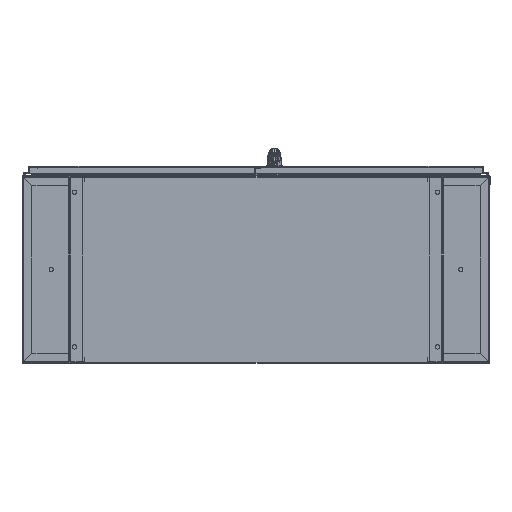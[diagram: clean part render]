
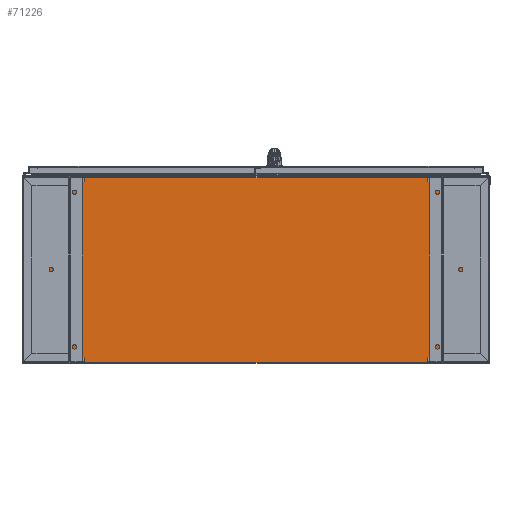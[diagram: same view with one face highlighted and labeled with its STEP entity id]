
A CAD part, front view. The second image highlights one B-rep face of the part: STEP entity #71226.
In plain terms, the highlighted face is planar.
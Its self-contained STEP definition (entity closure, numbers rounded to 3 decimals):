
#12092=PLANE('',#75529);
#13464=FACE_OUTER_BOUND('',#16609,.T.);
#16609=EDGE_LOOP('',(#55497,#55498,#55499,#55500));
#19938=LINE('',#101424,#25340);
#19943=LINE('',#101440,#25345);
#19946=LINE('',#101446,#25348);
#19947=LINE('',#101447,#25349);
#25340=VECTOR('',#82669,0.394);
#25345=VECTOR('',#82690,0.394);
#25348=VECTOR('',#82695,0.394);
#25349=VECTOR('',#82696,0.394);
#34455=VERTEX_POINT('',#101421);
#34456=VERTEX_POINT('',#101423);
#34459=VERTEX_POINT('',#101439);
#34461=VERTEX_POINT('',#101445);
#44076=EDGE_CURVE('',#34456,#34455,#19938,.T.);
#44084=EDGE_CURVE('',#34456,#34459,#19943,.T.);
#44087=EDGE_CURVE('',#34461,#34455,#19946,.T.);
#44088=EDGE_CURVE('',#34459,#34461,#19947,.T.);
#55497=ORIENTED_EDGE('',*,*,#44076,.T.);
#55498=ORIENTED_EDGE('',*,*,#44087,.F.);
#55499=ORIENTED_EDGE('',*,*,#44088,.F.);
#55500=ORIENTED_EDGE('',*,*,#44084,.F.);
#71226=ADVANCED_FACE('',(#13464),#12092,.F.);
#75529=AXIS2_PLACEMENT_3D('',#101444,#82693,#82694);
#82669=DIRECTION('',(1.,0.,0.));
#82690=DIRECTION('',(0.,-1.,0.));
#82693=DIRECTION('center_axis',(0.,0.,1.));
#82694=DIRECTION('ref_axis',(1.,0.,0.));
#82695=DIRECTION('',(0.,1.,0.));
#82696=DIRECTION('',(1.,0.,0.));
#101421=CARTESIAN_POINT('',(59.917,23.776,0.));
#101423=CARTESIAN_POINT('',(0.,23.776,0.));
#101424=CARTESIAN_POINT('',(14.979,23.776,0.));
#101439=CARTESIAN_POINT('',(0.,0.,0.));
#101440=CARTESIAN_POINT('',(0.,24.021,0.));
#101444=CARTESIAN_POINT('Origin',(29.959,12.011,0.));
#101445=CARTESIAN_POINT('',(59.917,0.,0.));
#101446=CARTESIAN_POINT('',(59.917,0.,0.));
#101447=CARTESIAN_POINT('',(0.,0.,0.));
